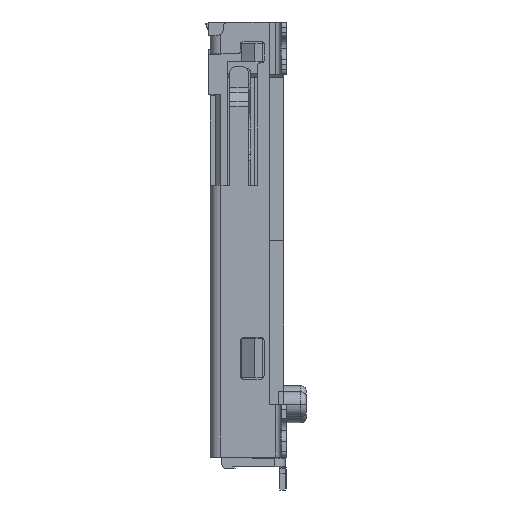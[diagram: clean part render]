
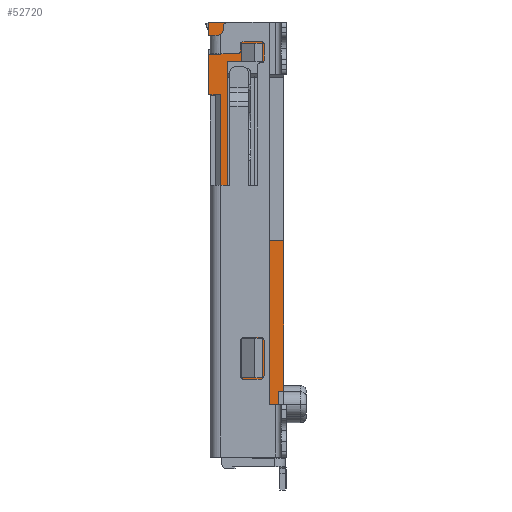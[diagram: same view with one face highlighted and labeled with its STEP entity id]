
A CAD part, left-side view. The second image highlights one B-rep face of the part: STEP entity #52720.
In plain terms, the highlighted planar face has unit normal (-1, 0, 0).
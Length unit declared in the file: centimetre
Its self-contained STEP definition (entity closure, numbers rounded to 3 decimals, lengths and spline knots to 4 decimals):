
#43672=DIRECTION('',(0.,1.,0.));
#43673=VECTOR('',#43672,2.65);
#43674=CARTESIAN_POINT('',(-13.,-1.1,8.25));
#43675=LINE('',#43674,#43673);
#43737=DIRECTION('',(0.,1.,0.));
#43738=VECTOR('',#43737,2.15);
#43739=CARTESIAN_POINT('',(-13.,-1.3,-0.05));
#43740=LINE('',#43739,#43738);
#43753=DIRECTION('',(0.,0.,-1.));
#43754=VECTOR('',#43753,5.7);
#43755=CARTESIAN_POINT('',(-13.,-1.3,-0.05));
#43756=LINE('',#43755,#43754);
#43757=DIRECTION('',(0.,0.,-1.));
#43758=VECTOR('',#43757,2.5);
#43759=CARTESIAN_POINT('',(-13.,-1.1,-5.75));
#43760=LINE('',#43759,#43758);
#43761=DIRECTION('',(0.,1.,0.));
#43762=VECTOR('',#43761,2.2);
#43763=CARTESIAN_POINT('',(-13.,-1.1,-8.25));
#43764=LINE('',#43763,#43762);
#43765=DIRECTION('',(0.,-1.,0.));
#43766=VECTOR('',#43765,0.8);
#43767=CARTESIAN_POINT('',(-13.,0.3,7.45));
#43768=LINE('',#43767,#43766);
#43773=DIRECTION('',(0.,0.,-1.));
#43774=VECTOR('',#43773,0.7);
#43775=CARTESIAN_POINT('',(-13.,-0.5,7.45));
#43776=LINE('',#43775,#43774);
#43781=DIRECTION('',(0.,-1.,0.));
#43782=VECTOR('',#43781,0.55);
#43783=CARTESIAN_POINT('',(-13.,0.85,6.75));
#43784=LINE('',#43783,#43782);
#43793=DIRECTION('',(0.,-1.,0.));
#43794=VECTOR('',#43793,0.6);
#43795=CARTESIAN_POINT('',(-13.,-0.5,6.75));
#43796=LINE('',#43795,#43794);
#43801=DIRECTION('',(0.,0.,1.));
#43802=VECTOR('',#43801,0.7);
#43803=CARTESIAN_POINT('',(-13.,0.3,6.75));
#43804=LINE('',#43803,#43802);
#43821=DIRECTION('',(0.,0.,1.));
#43822=VECTOR('',#43821,1.5);
#43823=CARTESIAN_POINT('',(-13.,-1.1,6.75));
#43824=LINE('',#43823,#43822);
#47720=DIRECTION('',(0.,0.,1.));
#47721=VECTOR('',#47720,6.8);
#47722=CARTESIAN_POINT('',(-13.,0.85,-0.05));
#47723=LINE('',#47722,#47721);
#49477=DIRECTION('',(0.,0.,-1.));
#49478=VECTOR('',#49477,13.75);
#49479=CARTESIAN_POINT('',(-13.,1.1,5.5));
#49480=LINE('',#49479,#49478);
#49489=DIRECTION('',(0.,-1.,0.));
#49490=VECTOR('',#49489,0.45);
#49491=CARTESIAN_POINT('',(-13.,1.55,5.5));
#49492=LINE('',#49491,#49490);
#49517=DIRECTION('',(0.,1.,0.));
#49518=VECTOR('',#49517,0.45);
#49519=CARTESIAN_POINT('',(-13.,1.1,7.));
#49520=LINE('',#49519,#49518);
#49533=DIRECTION('',(0.,0.,-1.));
#49534=VECTOR('',#49533,0.75);
#49535=CARTESIAN_POINT('',(-13.,1.1,7.75));
#49536=LINE('',#49535,#49534);
#49541=DIRECTION('',(0.,-1.,0.));
#49542=VECTOR('',#49541,0.45);
#49543=CARTESIAN_POINT('',(-13.,1.55,7.75));
#49544=LINE('',#49543,#49542);
#49565=DIRECTION('',(0.,0.,-1.));
#49566=VECTOR('',#49565,0.5);
#49567=CARTESIAN_POINT('',(-13.,1.55,8.25));
#49568=LINE('',#49567,#49566);
#49577=DIRECTION('',(0.,0.,-1.));
#49578=VECTOR('',#49577,1.5);
#49579=CARTESIAN_POINT('',(-13.,1.55,7.));
#49580=LINE('',#49579,#49578);
#49593=DIRECTION('',(0.,-1.,0.));
#49594=VECTOR('',#49593,0.2);
#49595=CARTESIAN_POINT('',(-13.,-1.1,-5.75));
#49596=LINE('',#49595,#49594);
#49689=DIRECTION('',(0.,1.,0.));
#49690=VECTOR('',#49689,0.8);
#49691=CARTESIAN_POINT('',(-13.,-0.5,-5.25));
#49692=LINE('',#49691,#49690);
#49697=DIRECTION('',(0.,0.,1.));
#49698=VECTOR('',#49697,1.5);
#49699=CARTESIAN_POINT('',(-13.,0.3,-5.25));
#49700=LINE('',#49699,#49698);
#49701=DIRECTION('',(0.,-1.,0.));
#49702=VECTOR('',#49701,0.8);
#49703=CARTESIAN_POINT('',(-13.,0.3,-3.75));
#49704=LINE('',#49703,#49702);
#49709=DIRECTION('',(0.,0.,-1.));
#49710=VECTOR('',#49709,1.5);
#49711=CARTESIAN_POINT('',(-13.,-0.5,-3.75));
#49712=LINE('',#49711,#49710);
#50185=CARTESIAN_POINT('',(-13.,-1.3,-5.75));
#50186=VERTEX_POINT('',#50185);
#50187=CARTESIAN_POINT('',(-13.,-1.3,-0.05));
#50188=VERTEX_POINT('',#50187);
#50688=CARTESIAN_POINT('',(-13.,-1.1,-8.25));
#50690=VERTEX_POINT('',#50688);
#50838=CARTESIAN_POINT('',(-13.,-1.1,-5.75));
#50840=VERTEX_POINT('',#50838);
#50843=CARTESIAN_POINT('',(-13.,-0.5,-5.25));
#50844=CARTESIAN_POINT('',(-13.,0.3,-5.25));
#50845=VERTEX_POINT('',#50843);
#50846=VERTEX_POINT('',#50844);
#50847=CARTESIAN_POINT('',(-13.,-0.5,-3.75));
#50848=VERTEX_POINT('',#50847);
#50849=CARTESIAN_POINT('',(-13.,0.3,-3.75));
#50850=VERTEX_POINT('',#50849);
#50851=CARTESIAN_POINT('',(-13.,0.3,7.45));
#50852=CARTESIAN_POINT('',(-13.,-0.5,7.45));
#50853=VERTEX_POINT('',#50851);
#50854=VERTEX_POINT('',#50852);
#50855=CARTESIAN_POINT('',(-13.,0.3,6.75));
#50856=VERTEX_POINT('',#50855);
#50857=CARTESIAN_POINT('',(-13.,0.85,6.75));
#50858=VERTEX_POINT('',#50857);
#50859=CARTESIAN_POINT('',(-13.,0.85,-0.05));
#50860=VERTEX_POINT('',#50859);
#50861=CARTESIAN_POINT('',(-13.,1.1,-8.25));
#50862=VERTEX_POINT('',#50861);
#50863=CARTESIAN_POINT('',(-13.,1.55,5.5));
#50864=CARTESIAN_POINT('',(-13.,1.1,5.5));
#50865=VERTEX_POINT('',#50863);
#50866=VERTEX_POINT('',#50864);
#50867=CARTESIAN_POINT('',(-13.,1.55,7.75));
#50868=CARTESIAN_POINT('',(-13.,1.1,7.75));
#50869=VERTEX_POINT('',#50867);
#50870=VERTEX_POINT('',#50868);
#50871=CARTESIAN_POINT('',(-13.,-1.1,8.25));
#50872=CARTESIAN_POINT('',(-13.,1.55,8.25));
#50873=VERTEX_POINT('',#50871);
#50874=VERTEX_POINT('',#50872);
#50875=CARTESIAN_POINT('',(-13.,-1.1,6.75));
#50876=VERTEX_POINT('',#50875);
#50877=CARTESIAN_POINT('',(-13.,-0.5,6.75));
#50878=VERTEX_POINT('',#50877);
#51207=CARTESIAN_POINT('',(-13.,1.55,7.));
#51208=VERTEX_POINT('',#51207);
#51213=CARTESIAN_POINT('',(-13.,1.1,7.));
#51214=VERTEX_POINT('',#51213);
#52666=CARTESIAN_POINT('',(-13.,0.125,0.));
#52667=DIRECTION('',(1.,0.,0.));
#52668=DIRECTION('',(0.,0.,1.));
#52669=AXIS2_PLACEMENT_3D('',#52666,#52667,#52668);
#52670=PLANE('',#52669);
#52672=ORIENTED_EDGE('',*,*,#52671,.F.);
#52674=ORIENTED_EDGE('',*,*,#52673,.F.);
#52676=ORIENTED_EDGE('',*,*,#52675,.F.);
#52678=ORIENTED_EDGE('',*,*,#52677,.F.);
#52679=ORIENTED_EDGE('',*,*,#52647,.F.);
#52680=ORIENTED_EDGE('',*,*,#51924,.T.);
#52682=ORIENTED_EDGE('',*,*,#52681,.F.);
#52684=ORIENTED_EDGE('',*,*,#52683,.T.);
#52686=ORIENTED_EDGE('',*,*,#52685,.T.);
#52688=ORIENTED_EDGE('',*,*,#52687,.F.);
#52690=ORIENTED_EDGE('',*,*,#52689,.F.);
#52692=ORIENTED_EDGE('',*,*,#52691,.F.);
#52694=ORIENTED_EDGE('',*,*,#52693,.F.);
#52696=ORIENTED_EDGE('',*,*,#52695,.F.);
#52698=ORIENTED_EDGE('',*,*,#52697,.F.);
#52700=ORIENTED_EDGE('',*,*,#52699,.F.);
#52701=ORIENTED_EDGE('',*,*,#52494,.F.);
#52703=ORIENTED_EDGE('',*,*,#52702,.F.);
#52705=ORIENTED_EDGE('',*,*,#52704,.F.);
#52707=ORIENTED_EDGE('',*,*,#52706,.F.);
#52708=EDGE_LOOP('',(#52672,#52674,#52676,#52678,#52679,#52680,#52682,#52684,
#52686,#52688,#52690,#52692,#52694,#52696,#52698,#52700,#52701,#52703,#52705,
#52707));
#52709=FACE_OUTER_BOUND('',#52708,.F.);
#52711=ORIENTED_EDGE('',*,*,#52710,.F.);
#52713=ORIENTED_EDGE('',*,*,#52712,.F.);
#52715=ORIENTED_EDGE('',*,*,#52714,.F.);
#52717=ORIENTED_EDGE('',*,*,#52716,.F.);
#52718=EDGE_LOOP('',(#52711,#52713,#52715,#52717));
#52719=FACE_BOUND('',#52718,.F.);
#51924=EDGE_CURVE('',#50188,#50186,#43756,.T.);
#52494=EDGE_CURVE('',#50873,#50874,#43675,.T.);
#52647=EDGE_CURVE('',#50188,#50860,#43740,.T.);
#52671=EDGE_CURVE('',#50853,#50854,#43768,.T.);
#52673=EDGE_CURVE('',#50856,#50853,#43804,.T.);
#52675=EDGE_CURVE('',#50858,#50856,#43784,.T.);
#52677=EDGE_CURVE('',#50860,#50858,#47723,.T.);
#52681=EDGE_CURVE('',#50840,#50186,#49596,.T.);
#52683=EDGE_CURVE('',#50840,#50690,#43760,.T.);
#52685=EDGE_CURVE('',#50690,#50862,#43764,.T.);
#52687=EDGE_CURVE('',#50866,#50862,#49480,.T.);
#52689=EDGE_CURVE('',#50865,#50866,#49492,.T.);
#52691=EDGE_CURVE('',#51208,#50865,#49580,.T.);
#52693=EDGE_CURVE('',#51214,#51208,#49520,.T.);
#52695=EDGE_CURVE('',#50870,#51214,#49536,.T.);
#52697=EDGE_CURVE('',#50869,#50870,#49544,.T.);
#52699=EDGE_CURVE('',#50874,#50869,#49568,.T.);
#52702=EDGE_CURVE('',#50876,#50873,#43824,.T.);
#52704=EDGE_CURVE('',#50878,#50876,#43796,.T.);
#52706=EDGE_CURVE('',#50854,#50878,#43776,.T.);
#52710=EDGE_CURVE('',#50845,#50846,#49692,.T.);
#52712=EDGE_CURVE('',#50848,#50845,#49712,.T.);
#52714=EDGE_CURVE('',#50850,#50848,#49704,.T.);
#52716=EDGE_CURVE('',#50846,#50850,#49700,.T.);
#52720=ADVANCED_FACE('',(#52709,#52719),#52670,.F.);
